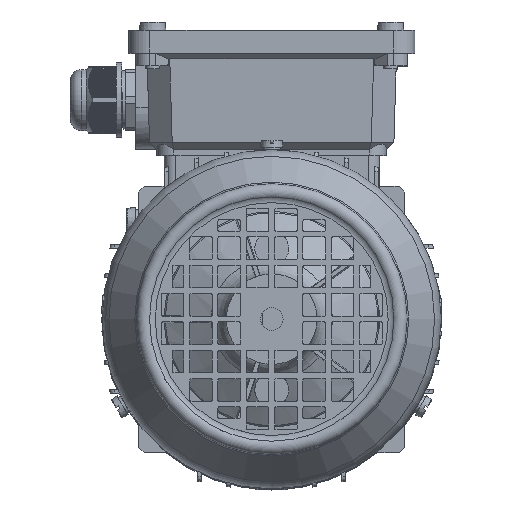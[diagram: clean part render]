
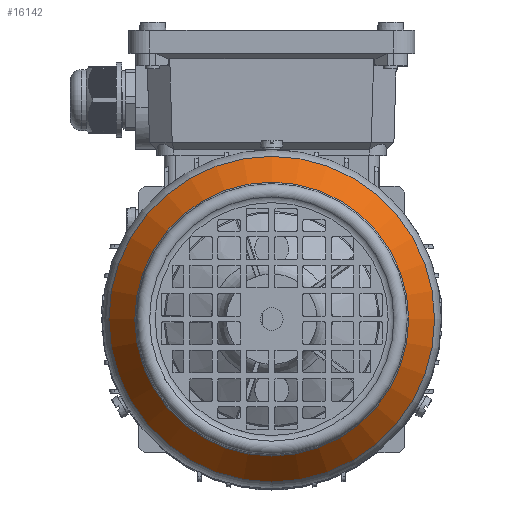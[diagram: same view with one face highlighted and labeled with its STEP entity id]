
A CAD part, top view. The second image highlights one B-rep face of the part: STEP entity #16142.
In plain terms, the highlighted conical face has half-angle 35 degrees and reference radius 57.485 mm.
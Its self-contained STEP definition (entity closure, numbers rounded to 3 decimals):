
#895=CONICAL_SURFACE('',#60787,57.485,35.);
#16142=ADVANCED_FACE('',(#21267,#21268),#895,.T.);
#21267=FACE_BOUND('',#23223,.T.);
#21268=FACE_BOUND('',#23224,.T.);
#23223=EDGE_LOOP('',(#31724));
#23224=EDGE_LOOP('',(#31725));
#31724=ORIENTED_EDGE('',*,*,#51618,.F.);
#31725=ORIENTED_EDGE('',*,*,#51619,.T.);
#45086=VERTEX_POINT('',#90996);
#45087=VERTEX_POINT('',#90999);
#51618=EDGE_CURVE('',#45086,#45086,#57888,.T.);
#51619=EDGE_CURVE('',#45087,#45087,#57889,.T.);
#57888=CIRCLE('',#60784,48.337);
#57889=CIRCLE('',#60786,57.485);
#60784=AXIS2_PLACEMENT_3D('',#90995,#69701,#69702);
#60786=AXIS2_PLACEMENT_3D('',#90998,#69705,#69706);
#60787=AXIS2_PLACEMENT_3D('',#91000,#69707,#69708);
#69701=DIRECTION('',(0.,0.,1.));
#69702=DIRECTION('',(1.,0.,0.));
#69705=DIRECTION('',(0.,0.,1.));
#69706=DIRECTION('',(1.,0.,0.));
#69707=DIRECTION('',(0.,0.,-1.));
#69708=DIRECTION('',(-1.,0.,0.));
#90995=CARTESIAN_POINT('',(0.,0.,165.234));
#90996=CARTESIAN_POINT('',(48.337,0.,165.234));
#90998=CARTESIAN_POINT('',(0.,0.,152.169));
#90999=CARTESIAN_POINT('',(57.485,0.,152.169));
#91000=CARTESIAN_POINT('',(0.,0.,152.169));
